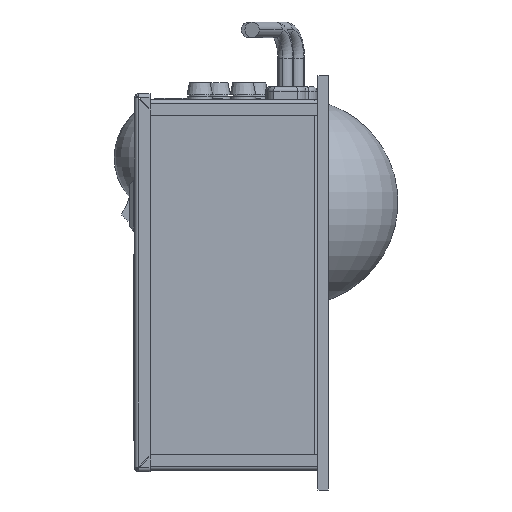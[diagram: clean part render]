
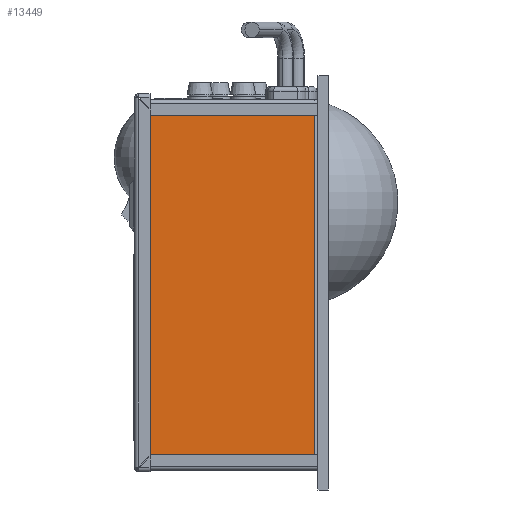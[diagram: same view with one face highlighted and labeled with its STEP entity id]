
A CAD part, left-side view. The second image highlights one B-rep face of the part: STEP entity #13449.
In plain terms, the highlighted face is planar.
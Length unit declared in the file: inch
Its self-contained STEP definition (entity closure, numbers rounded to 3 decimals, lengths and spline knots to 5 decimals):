
#18 = VECTOR ( 'NONE', #16695, 39.37008 ) ;
#890 = VECTOR ( 'NONE', #34857, 39.37008 ) ;
#2460 = DIRECTION ( 'NONE',  ( 1., 0., 0. ) ) ;
#2649 = VECTOR ( 'NONE', #20173, 39.37008 ) ;
#2741 = PLANE ( 'NONE',  #65177 ) ;
#3458 = FACE_OUTER_BOUND ( 'NONE', #65288, .T. ) ;
#5197 = LINE ( 'NONE', #70161, #2649 ) ;
#5412 = VERTEX_POINT ( 'NONE', #36011 ) ;
#5859 = AXIS2_PLACEMENT_3D ( 'NONE', #45912, #11614, #17821 ) ;
#8099 = VERTEX_POINT ( 'NONE', #63148 ) ;
#11017 = CARTESIAN_POINT ( 'NONE',  ( 0.73, 4.0222, 0. ) ) ;
#11614 = DIRECTION ( 'NONE',  ( 1., 0., 0. ) ) ;
#12373 = ORIENTED_EDGE ( 'NONE', *, *, #22309, .F. ) ;
#12833 = CIRCLE ( 'NONE', #5859, 0.31 ) ;
#13204 = ORIENTED_EDGE ( 'NONE', *, *, #56004, .T. ) ;
#13260 = VERTEX_POINT ( 'NONE', #25867 ) ;
#13387 = CARTESIAN_POINT ( 'NONE',  ( 0.73, 4.0222, 8.53 ) ) ;
#13449 = ADVANCED_FACE ( 'NONE', ( #3458 ), #2741, .F. ) ;
#16695 = DIRECTION ( 'NONE',  ( 0., 1., 0. ) ) ;
#17458 = EDGE_CURVE ( 'NONE', #29907, #36041, #12833, .T. ) ;
#17821 = DIRECTION ( 'NONE',  ( 0., -1., 0. ) ) ;
#20173 = DIRECTION ( 'NONE',  ( 0., 0., -1. ) ) ;
#22309 = EDGE_CURVE ( 'NONE', #13260, #5412, #43002, .T. ) ;
#24349 = DIRECTION ( 'NONE',  ( 0., -1., 0. ) ) ;
#25867 = CARTESIAN_POINT ( 'NONE',  ( 0.73, 0.0302, 8.84 ) ) ;
#26219 = EDGE_CURVE ( 'NONE', #13260, #8099, #43978, .T. ) ;
#28310 = ORIENTED_EDGE ( 'NONE', *, *, #47779, .F. ) ;
#28592 = AXIS2_PLACEMENT_3D ( 'NONE', #13387, #2460, #24349 ) ;
#29434 = VECTOR ( 'NONE', #45416, 39.37008 ) ;
#29757 = LINE ( 'NONE', #47617, #890 ) ;
#29907 = VERTEX_POINT ( 'NONE', #11017 ) ;
#30800 = CARTESIAN_POINT ( 'NONE',  ( 0.73, 4.3322, 8.53 ) ) ;
#31158 = CARTESIAN_POINT ( 'NONE',  ( 0.73, 4.3322, 8.84 ) ) ;
#34857 = DIRECTION ( 'NONE',  ( 0., 1., 0. ) ) ;
#34900 = VERTEX_POINT ( 'NONE', #30800 ) ;
#36011 = CARTESIAN_POINT ( 'NONE',  ( 0.73, 4.0222, 8.84 ) ) ;
#36041 = VERTEX_POINT ( 'NONE', #53712 ) ;
#41029 = DIRECTION ( 'NONE',  ( -1., 0., 0. ) ) ;
#43002 = LINE ( 'NONE', #61219, #18 ) ;
#43978 = LINE ( 'NONE', #61119, #29434 ) ;
#45416 = DIRECTION ( 'NONE',  ( 0., 0., -1. ) ) ;
#45912 = CARTESIAN_POINT ( 'NONE',  ( 0.73, 4.0222, 0.31 ) ) ;
#47617 = CARTESIAN_POINT ( 'NONE',  ( 0.73, 4.3322, 0. ) ) ;
#47779 = EDGE_CURVE ( 'NONE', #34900, #36041, #5197, .T. ) ;
#50845 = ORIENTED_EDGE ( 'NONE', *, *, #17458, .T. ) ;
#53452 = DIRECTION ( 'NONE',  ( 0., -1., 0. ) ) ;
#53712 = CARTESIAN_POINT ( 'NONE',  ( 0.73, 4.3322, 0.31 ) ) ;
#55401 = CIRCLE ( 'NONE', #28592, 0.31 ) ;
#56004 = EDGE_CURVE ( 'NONE', #34900, #5412, #55401, .T. ) ;
#57405 = ORIENTED_EDGE ( 'NONE', *, *, #68889, .T. ) ;
#61119 = CARTESIAN_POINT ( 'NONE',  ( 0.73, 0.0302, 8.84 ) ) ;
#61219 = CARTESIAN_POINT ( 'NONE',  ( 0.73, 4.3322, 8.84 ) ) ;
#63148 = CARTESIAN_POINT ( 'NONE',  ( 0.73, 0.0302, 0. ) ) ;
#65177 = AXIS2_PLACEMENT_3D ( 'NONE', #31158, #41029, #53452 ) ;
#65288 = EDGE_LOOP ( 'NONE', ( #57405, #50845, #28310, #13204, #12373, #67739 ) ) ;
#67739 = ORIENTED_EDGE ( 'NONE', *, *, #26219, .T. ) ;
#68889 = EDGE_CURVE ( 'NONE', #8099, #29907, #29757, .T. ) ;
#70161 = CARTESIAN_POINT ( 'NONE',  ( 0.73, 4.3322, 8.84 ) ) ;
